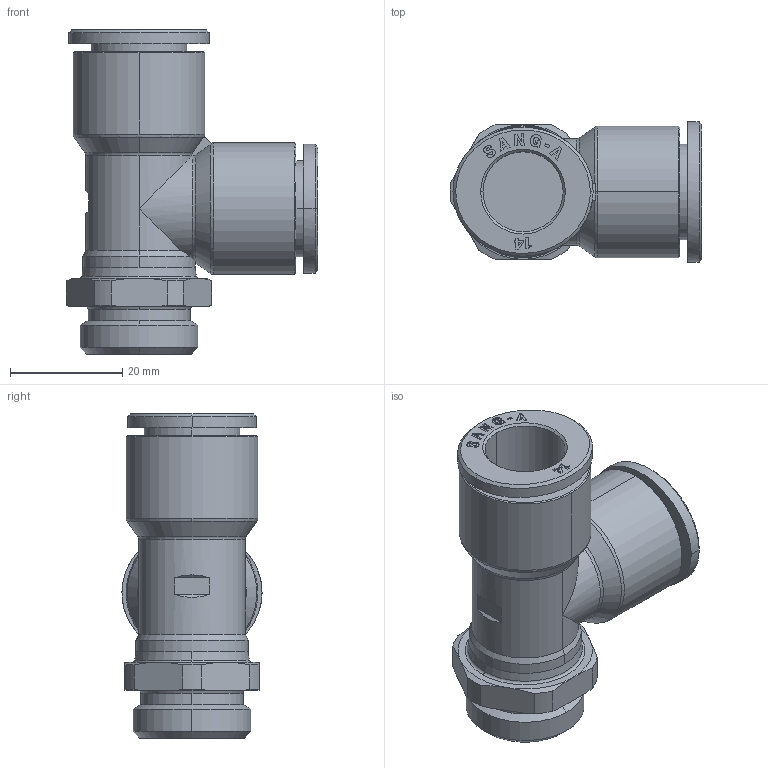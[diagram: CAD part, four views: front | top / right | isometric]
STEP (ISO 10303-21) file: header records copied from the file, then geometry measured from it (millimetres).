
FILE_DESCRIPTION (( 'STEP AP214' ), '1' );
FILE_NAME ('PST14-G04.stp', '2015-10-14T10:01:35', ( '' ), ( '' ), 'SwSTEP 2.0', 'SolidWorks 2015', '' );
FILE_SCHEMA (( 'AUTOMOTIVE_DESIGN' ));
Length unit declared in the file: millimetre
Products named in the file (2): ｦ+ﾃｦ1; PST14-G04
Assembly tree (1 placements, depth 2):
  PST14-G04
    ｦ+ﾃｦ1
Bounding box: 44.9 x 25 x 57.85 mm (x, y, z)
Volume: 21132.1 mm3; surface area: 10311.7 mm2
Topology: 1 solids, 1 shells, 386 faces, 1032 edges, 679 vertices
Faces by surface type: plane 226, bspline 64, cylinder 49, cone 42, torus 5
Entity records: 15071 total; most frequent: CARTESIAN_POINT 4929, ORIENTED_EDGE 2060, DIRECTION 1661, EDGE_CURVE 1030, VERTEX_POINT 679, LINE 675, VECTOR 675, AXIS2_PLACEMENT_3D 493
